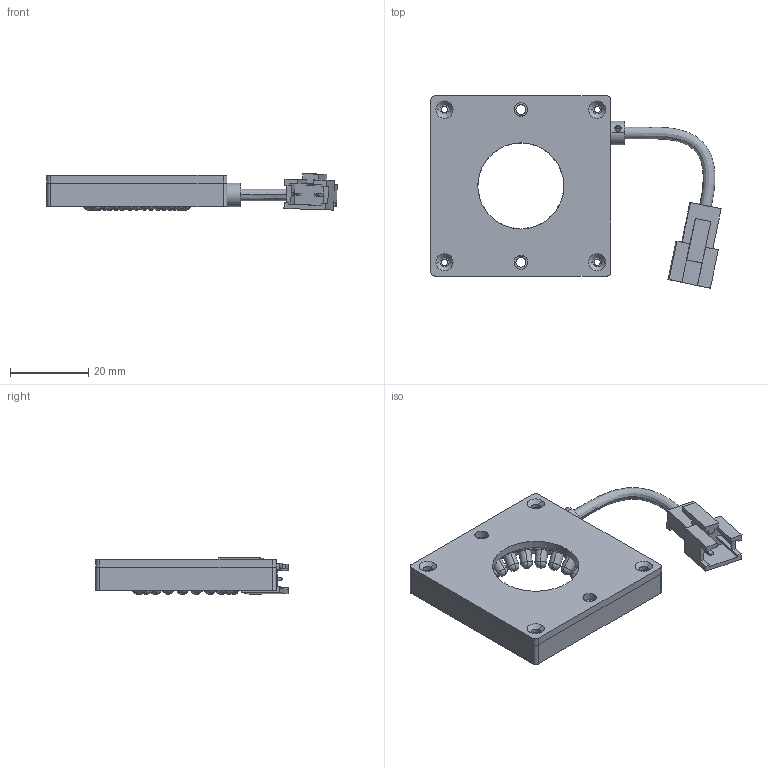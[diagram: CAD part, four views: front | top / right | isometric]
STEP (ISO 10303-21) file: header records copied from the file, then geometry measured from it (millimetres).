
FILE_DESCRIPTION (( 'STEP AP214' ), '1' );
FILE_NAME ('LSQ-45-040-1-X-24V ASSEMBLY.STEP', '2022-06-01T01:02:19', ( '' ), ( '' ), 'SwSTEP 2.0', 'SolidWorks 2021', '' );
FILE_SCHEMA (( 'AUTOMOTIVE_DESIGN' ));
Length unit declared in the file: millimetre
Products named in the file (10): LSQ-45-040-1-X-24V-COVER; CABLE CLAMP M5X0.5; LSQ-45-040-1-X-24V-CASING; 24V CONNECTER; LLA-45-040-PCB; LSQ-45-040-1-X-24V-PCB-ASSY; CABLE 50cm; CABEL.CABEL CLAMP M5X0.5 & CONNECTOR 24V; LSQ-45-040-1-X-24V ASSEMBLY; 3MM LED BLUE
Assembly tree (29 placements, depth 3):
  LSQ-45-040-1-X-24V ASSEMBLY
    LSQ-45-040-1-X-24V-CASING
    LSQ-45-040-1-X-24V-COVER
    LSQ-45-040-1-X-24V-PCB-ASSY
      LLA-45-040-PCB
      3MM LED BLUE  x21
    CABEL.CABEL CLAMP M5X0.5 & CONNECTOR 24V
      CABLE CLAMP M5X0.5
      CABLE 50cm
      24V CONNECTER
Bounding box: 74.14 x 49.1 x 9.36 mm (x, y, z)
Volume: 11799.5 mm3; surface area: 13173.2 mm2
Topology: 27 solids, 27 shells, 342 faces, 823 edges, 517 vertices
Faces by surface type: cylinder 145, plane 128, sphere 42, cone 17, torus 8, bspline 2
Entity records: 6584 total; most frequent: CARTESIAN_POINT 1341, DIRECTION 1032, ORIENTED_EDGE 918, EDGE_CURVE 459, AXIS2_PLACEMENT_3D 376, VERTEX_POINT 295, LINE 280, VECTOR 280
